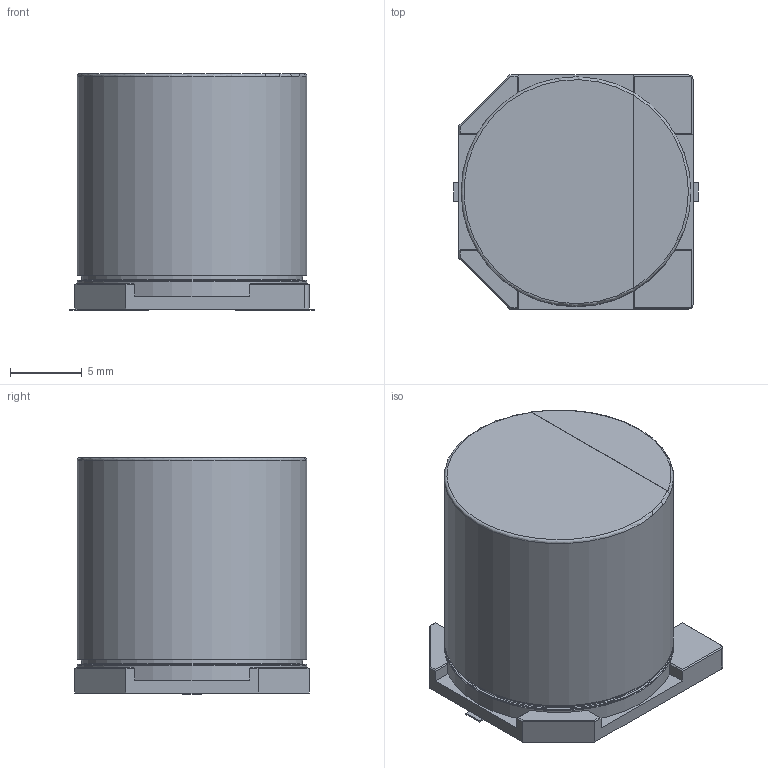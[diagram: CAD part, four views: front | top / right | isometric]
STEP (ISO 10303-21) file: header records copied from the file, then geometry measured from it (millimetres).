
FILE_DESCRIPTION(('for SolidWorks'),'2;1');
FILE_NAME('capae-16.3x16.3h16.5.step', '2016-05-24T21:40:21',('pcbdesigner.ru'),(''),'Open CASCADE STEP processor 6.6', 'www.pcbdesigner.ru','www.pcbdesigner.ru');
FILE_SCHEMA(('AUTOMOTIVE_DESIGN { 1 0 10303 214 1 1 1 1 }'));
Length unit declared in the file: millimetre
Products named in the file (1): CAPAE-16.3x16.3h16.5
Bounding box: 17 x 16.3 x 16.5 mm (x, y, z)
Volume: 3372.9 mm3; surface area: 1382.1 mm2
Topology: 1 solids, 1 shells, 70 faces, 173 edges, 107 vertices
Faces by surface type: plane 58, cylinder 5, cone 4, torus 3
Full cylindrical faces by diameter (mm): 15.4 x1, 16 x2
Entity records: 2572 total; most frequent: CARTESIAN_POINT 389, DIRECTION 351, ORIENTED_EDGE 346, EDGE_CURVE 173, LINE 133, VECTOR 133, AXIS2_PLACEMENT_3D 109, VERTEX_POINT 107
